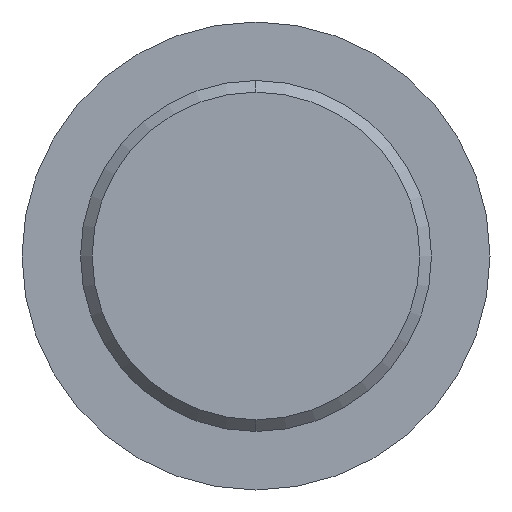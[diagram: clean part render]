
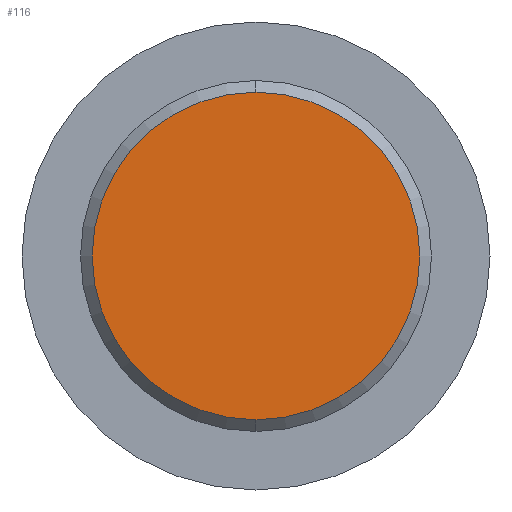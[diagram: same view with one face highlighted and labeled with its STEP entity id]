
A CAD part, left-side view. The second image highlights one B-rep face of the part: STEP entity #116.
In plain terms, the highlighted planar face has unit normal (-1, 0, 0).
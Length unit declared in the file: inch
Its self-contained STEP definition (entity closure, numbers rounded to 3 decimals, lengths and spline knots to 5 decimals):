
#17 = PLANE ( 'NONE',  #496 ) ;
#27 = DIRECTION ( 'NONE',  ( 0., 0., -1. ) ) ;
#64 = CIRCLE ( 'NONE', #156, 0.02756 ) ;
#73 = CIRCLE ( 'NONE', #376, 0.02756 ) ;
#93 = FACE_OUTER_BOUND ( 'NONE', #219, .T. ) ;
#95 = DIRECTION ( 'NONE',  ( 0., 0., 1. ) ) ;
#116 = ADVANCED_FACE ( 'NONE', ( #93 ), #17, .T. ) ;
#119 = CARTESIAN_POINT ( 'NONE',  ( 0., 0., 0. ) ) ;
#124 = DIRECTION ( 'NONE',  ( 0., 0., -1. ) ) ;
#131 = ORIENTED_EDGE ( 'NONE', *, *, #260, .F. ) ;
#143 = VERTEX_POINT ( 'NONE', #388 ) ;
#156 = AXIS2_PLACEMENT_3D ( 'NONE', #119, #285, #124 ) ;
#219 = EDGE_LOOP ( 'NONE', ( #500, #131 ) ) ;
#236 = DIRECTION ( 'NONE',  ( 1., 0., 0. ) ) ;
#260 = EDGE_CURVE ( 'NONE', #509, #143, #73, .T. ) ;
#285 = DIRECTION ( 'NONE',  ( 1., 0., 0. ) ) ;
#329 = EDGE_CURVE ( 'NONE', #143, #509, #64, .T. ) ;
#342 = CARTESIAN_POINT ( 'NONE',  ( 0., 0., 0.02756 ) ) ;
#376 = AXIS2_PLACEMENT_3D ( 'NONE', #475, #236, #27 ) ;
#388 = CARTESIAN_POINT ( 'NONE',  ( 0., 0., -0.02756 ) ) ;
#468 = DIRECTION ( 'NONE',  ( -1., 0., 0. ) ) ;
#475 = CARTESIAN_POINT ( 'NONE',  ( 0., 0., 0. ) ) ;
#496 = AXIS2_PLACEMENT_3D ( 'NONE', #505, #468, #95 ) ;
#500 = ORIENTED_EDGE ( 'NONE', *, *, #329, .F. ) ;
#505 = CARTESIAN_POINT ( 'NONE',  ( 0., 0., 0. ) ) ;
#509 = VERTEX_POINT ( 'NONE', #342 ) ;
